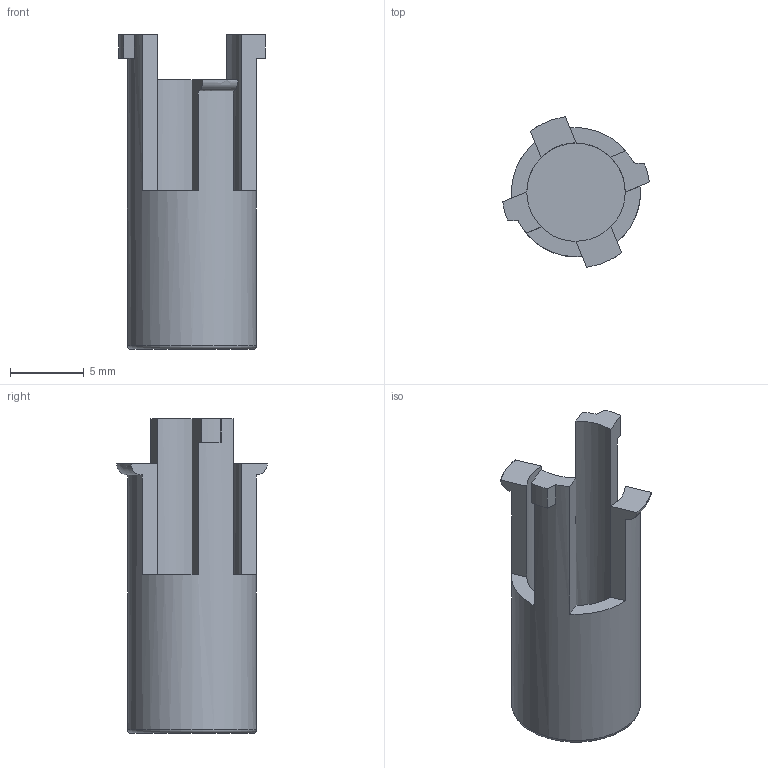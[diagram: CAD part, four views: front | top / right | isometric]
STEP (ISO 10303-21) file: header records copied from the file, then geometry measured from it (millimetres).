
FILE_DESCRIPTION(/* description */ (''),/* implementation_level */ '2;1');
FILE_NAME(/* name */ 'Cherry Pushbutton Insert.step',/* time_stamp */ '2024-07-27T23:09:53-04:00',/* author */ (''),/* organization */ (''),/* preprocessor_version */ 'ST-DEVELOPER v20',/* originating_system */ 'Autodesk Translation Framework v13.14.0.145',/* authorisation */ '');
FILE_SCHEMA (('AUTOMOTIVE_DESIGN { 1 0 10303 214 3 1 1 }'));
Length unit declared in the file: inch
Products named in the file (1): Cherry Pushbutton Insert
Bounding box: 9.92 x 10.18 x 21.29 mm (x, y, z)
Volume: 410 mm3; surface area: 893.4 mm2
Topology: 1 solids, 1 shells, 33 faces, 91 edges, 60 vertices
Faces by surface type: plane 24, cylinder 6, torus 3
Full cylindrical faces by diameter (mm): 6.655 x1, 8.725 x1
Entity records: 1125 total; most frequent: CARTESIAN_POINT 221, DIRECTION 188, ORIENTED_EDGE 182, EDGE_CURVE 91, AXIS2_PLACEMENT_3D 67, VERTEX_POINT 60, LINE 54, VECTOR 54
